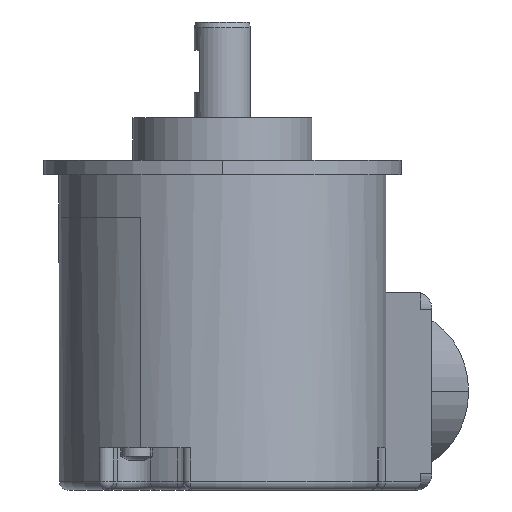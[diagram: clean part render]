
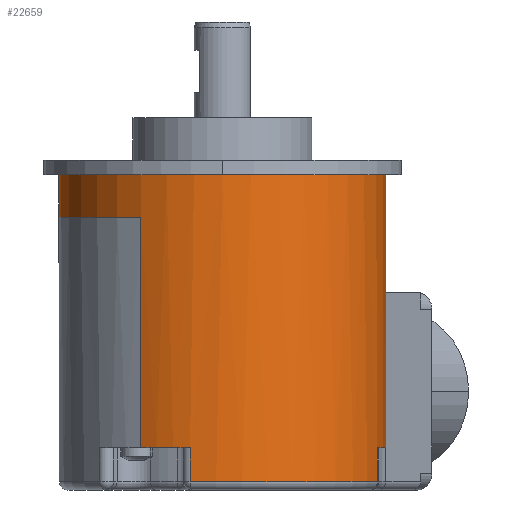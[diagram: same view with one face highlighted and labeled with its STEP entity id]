
A CAD part, left-side view. The second image highlights one B-rep face of the part: STEP entity #22659.
In plain terms, the highlighted cylindrical face has radius 29 mm (diameter 58 mm), a partial arc.
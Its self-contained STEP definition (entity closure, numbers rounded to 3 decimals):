
#3869=CARTESIAN_POINT('',(0.,0.,12.4));
#3870=DIRECTION('',(0.,0.,1.));
#3871=DIRECTION('',(0.,-1.,0.));
#3872=AXIS2_PLACEMENT_3D('',#3869,#3870,#3871);
#3954=DIRECTION('',(0.,0.,1.));
#3955=VECTOR('',#3954,7.5);
#3956=CARTESIAN_POINT('',(0.,-29.,12.4));
#3957=LINE('',#3956,#3955);
#3958=DIRECTION('',(0.,0.,-1.));
#3959=VECTOR('',#3958,13.4);
#3960=CARTESIAN_POINT('',(25.115,-14.5,12.4));
#3961=LINE('',#3960,#3959);
#3962=DIRECTION('',(0.,0.,-1.));
#3963=VECTOR('',#3962,40.9);
#3964=CARTESIAN_POINT('',(-25.115,14.5,12.4));
#3965=LINE('',#3964,#3963);
#3966=CARTESIAN_POINT('',(0.,0.,12.4));
#3967=DIRECTION('',(0.,0.,1.));
#3968=DIRECTION('',(0.,1.,0.));
#3969=AXIS2_PLACEMENT_3D('',#3966,#3967,#3968);
#3971=DIRECTION('',(0.,0.,1.));
#3972=VECTOR('',#3971,7.5);
#3973=CARTESIAN_POINT('',(0.,29.,12.4));
#3974=LINE('',#3973,#3972);
#3991=CARTESIAN_POINT('',(0.,0.,-1.));
#3992=DIRECTION('',(0.,0.,1.));
#3993=DIRECTION('',(0.262,-0.965,0.));
#3994=AXIS2_PLACEMENT_3D('',#3991,#3992,#3993);
#8584=DIRECTION('',(0.,0.,1.));
#8585=VECTOR('',#8584,27.5);
#8586=CARTESIAN_POINT('',(7.584,-27.991,-28.5));
#8587=LINE('',#8586,#8585);
#8691=DIRECTION('',(0.,0.,-1.));
#8692=VECTOR('',#8691,6.);
#8693=CARTESIAN_POINT('',(-9.241,-27.488,-28.5));
#8694=LINE('',#8693,#8692);
#8709=CARTESIAN_POINT('',(0.,0.,-34.5));
#8710=DIRECTION('',(0.,0.,-1.));
#8711=DIRECTION('',(-0.319,-0.948,0.));
#8712=AXIS2_PLACEMENT_3D('',#8709,#8710,#8711);
#8743=DIRECTION('',(0.,0.,1.));
#8744=VECTOR('',#8743,6.);
#8745=CARTESIAN_POINT('',(-28.426,5.741,-34.5));
#8746=LINE('',#8745,#8744);
#9509=CARTESIAN_POINT('',(0.,0.,-28.5));
#9510=DIRECTION('',(0.,0.,1.));
#9511=DIRECTION('',(-0.866,0.5,0.));
#9512=AXIS2_PLACEMENT_3D('',#9509,#9510,#9511);
#9977=CARTESIAN_POINT('',(0.,0.,-28.5));
#9978=DIRECTION('',(0.,0.,1.));
#9979=DIRECTION('',(-0.319,-0.948,0.));
#9980=AXIS2_PLACEMENT_3D('',#9977,#9978,#9979);
#10437=CARTESIAN_POINT('',(0.,0.,19.9));
#10438=DIRECTION('',(0.,0.,1.));
#10439=DIRECTION('',(0.,1.,0.));
#10440=AXIS2_PLACEMENT_3D('',#10437,#10438,#10439);
#17603=CARTESIAN_POINT('',(0.,29.,19.9));
#17604=CARTESIAN_POINT('',(0.,-29.,19.9));
#17605=VERTEX_POINT('',#17603);
#17606=VERTEX_POINT('',#17604);
#17915=CARTESIAN_POINT('',(7.584,-27.991,-1.));
#17916=VERTEX_POINT('',#17915);
#17917=CARTESIAN_POINT('',(25.115,-14.5,-1.));
#17918=VERTEX_POINT('',#17917);
#17926=CARTESIAN_POINT('',(7.584,-27.991,-28.5));
#17928=VERTEX_POINT('',#17926);
#17939=CARTESIAN_POINT('',(-9.241,-27.488,-28.5));
#17940=VERTEX_POINT('',#17939);
#17941=CARTESIAN_POINT('',(-28.426,5.741,-28.5));
#17942=VERTEX_POINT('',#17941);
#17947=CARTESIAN_POINT('',(-25.115,14.5,-28.5));
#17948=VERTEX_POINT('',#17947);
#18011=CARTESIAN_POINT('',(-9.241,-27.488,-34.5));
#18012=CARTESIAN_POINT('',(-28.426,5.741,-34.5));
#18013=VERTEX_POINT('',#18011);
#18014=VERTEX_POINT('',#18012);
#18049=CARTESIAN_POINT('',(0.,29.,12.4));
#18050=CARTESIAN_POINT('',(-25.115,14.5,12.4));
#18051=VERTEX_POINT('',#18049);
#18052=VERTEX_POINT('',#18050);
#18053=CARTESIAN_POINT('',(0.,-29.,12.4));
#18054=CARTESIAN_POINT('',(25.115,-14.5,12.4));
#18055=VERTEX_POINT('',#18053);
#18056=VERTEX_POINT('',#18054);
#22630=CARTESIAN_POINT('',(0.,0.,31.5));
#22631=DIRECTION('',(0.,0.,-1.));
#22632=DIRECTION('',(0.,1.,0.));
#22633=AXIS2_PLACEMENT_3D('',#22630,#22631,#22632);
#22634=CYLINDRICAL_SURFACE('',#22633,29.);
#22635=ORIENTED_EDGE('',*,*,#22606,.F.);
#22636=ORIENTED_EDGE('',*,*,#22604,.T.);
#22637=ORIENTED_EDGE('',*,*,#22602,.T.);
#22639=ORIENTED_EDGE('',*,*,#22638,.F.);
#22641=ORIENTED_EDGE('',*,*,#22640,.F.);
#22643=ORIENTED_EDGE('',*,*,#22642,.F.);
#22645=ORIENTED_EDGE('',*,*,#22644,.T.);
#22647=ORIENTED_EDGE('',*,*,#22646,.T.);
#22649=ORIENTED_EDGE('',*,*,#22648,.T.);
#22651=ORIENTED_EDGE('',*,*,#22650,.F.);
#22652=ORIENTED_EDGE('',*,*,#22586,.F.);
#22653=ORIENTED_EDGE('',*,*,#22584,.F.);
#22654=ORIENTED_EDGE('',*,*,#22582,.T.);
#22656=ORIENTED_EDGE('',*,*,#22655,.T.);
#22657=EDGE_LOOP('',(#22635,#22636,#22637,#22639,#22641,#22643,#22645,#22647,
#22649,#22651,#22652,#22653,#22654,#22656));
#22658=FACE_OUTER_BOUND('',#22657,.F.);
#3873=CIRCLE('',#3872,29.);
#3970=CIRCLE('',#3969,29.);
#3995=CIRCLE('',#3994,29.);
#8713=CIRCLE('',#8712,29.);
#9513=CIRCLE('',#9512,29.);
#9981=CIRCLE('',#9980,29.);
#10441=CIRCLE('',#10440,29.);
#22582=EDGE_CURVE('',#18051,#17605,#3974,.T.);
#22584=EDGE_CURVE('',#18051,#18052,#3970,.T.);
#22586=EDGE_CURVE('',#18052,#17948,#3965,.T.);
#22602=EDGE_CURVE('',#18056,#17918,#3961,.T.);
#22604=EDGE_CURVE('',#18055,#18056,#3873,.T.);
#22606=EDGE_CURVE('',#18055,#17606,#3957,.T.);
#22638=EDGE_CURVE('',#17916,#17918,#3995,.T.);
#22640=EDGE_CURVE('',#17928,#17916,#8587,.T.);
#22642=EDGE_CURVE('',#17940,#17928,#9981,.T.);
#22644=EDGE_CURVE('',#17940,#18013,#8694,.T.);
#22646=EDGE_CURVE('',#18013,#18014,#8713,.T.);
#22648=EDGE_CURVE('',#18014,#17942,#8746,.T.);
#22650=EDGE_CURVE('',#17948,#17942,#9513,.T.);
#22655=EDGE_CURVE('',#17605,#17606,#10441,.T.);
#22659=ADVANCED_FACE('',(#22658),#22634,.T.);
